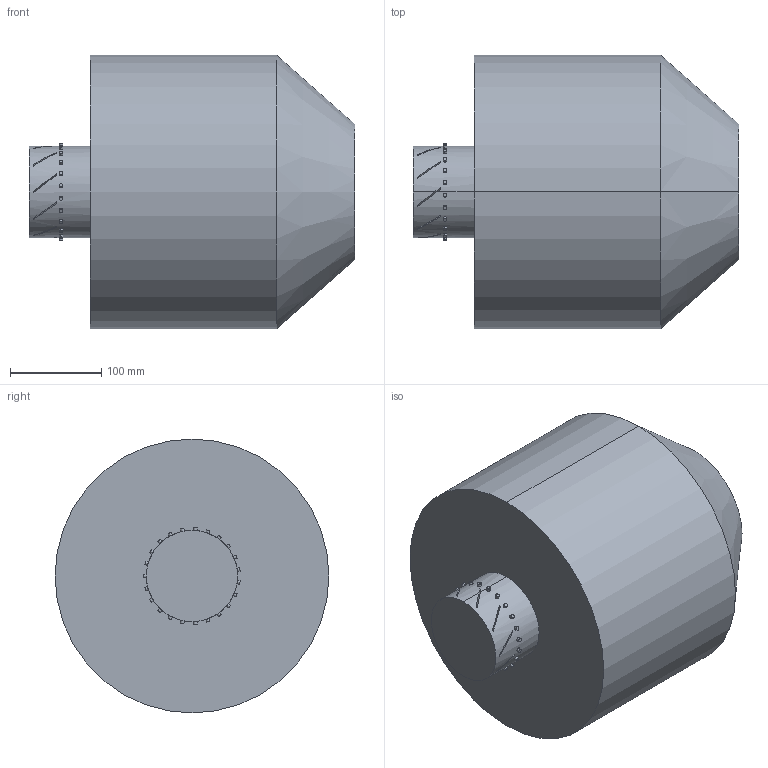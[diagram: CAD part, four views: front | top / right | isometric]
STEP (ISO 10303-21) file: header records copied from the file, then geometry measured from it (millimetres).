
FILE_DESCRIPTION (( 'STEP AP214' ), '1' );
FILE_NAME ('Bhavik _Swirl.STEP', '2024-04-23T05:45:18', ( '' ), ( '' ), 'SwSTEP 2.0', 'SolidWorks 2020', '' );
FILE_SCHEMA (( 'AUTOMOTIVE_DESIGN' ));
Length unit declared in the file: millimetre
Products named in the file (1): Bhavik _Swirl
Bounding box: 356.98 x 300 x 300 mm (x, y, z)
Volume: 18465832.3 mm3; surface area: 414463.1 mm2
Topology: 25 solids, 25 shells, 153 faces, 293 edges, 199 vertices
Faces by surface type: plane 89, cylinder 51, bspline 11, cone 2
Entity records: 4279 total; most frequent: CARTESIAN_POINT 831, DIRECTION 687, ORIENTED_EDGE 586, EDGE_CURVE 293, AXIS2_PLACEMENT_3D 286, VERTEX_POINT 199, EDGE_LOOP 162, FACE_OUTER_BOUND 153
